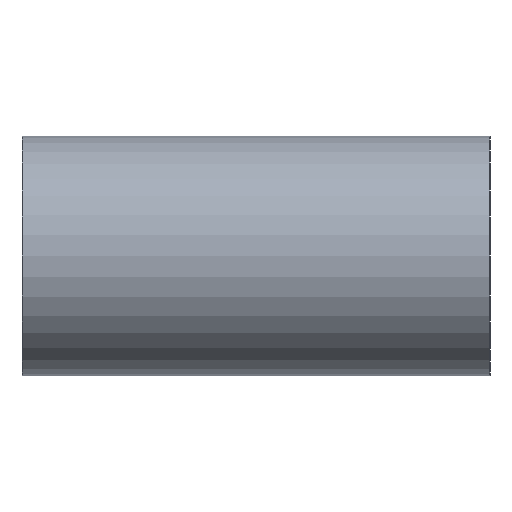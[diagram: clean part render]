
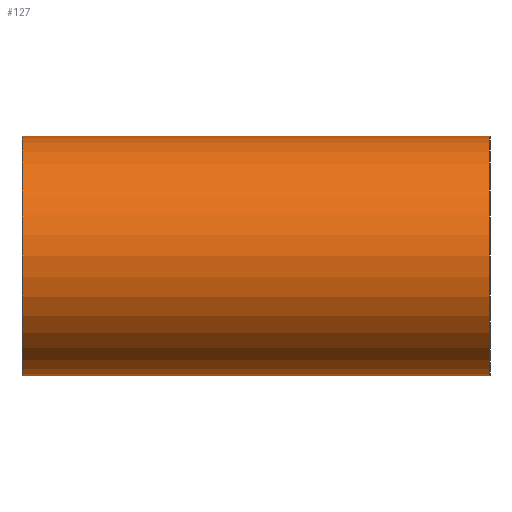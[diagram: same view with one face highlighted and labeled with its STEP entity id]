
A CAD part, left-side view. The second image highlights one B-rep face of the part: STEP entity #127.
In plain terms, the highlighted cylindrical face has radius 3.075 mm (diameter 6.15 mm), a partial arc.
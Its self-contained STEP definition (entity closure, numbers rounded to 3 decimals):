
#6 = ORIENTED_EDGE ( 'NONE', *, *, #226, .T. ) ;
#7 = CARTESIAN_POINT ( 'NONE',  ( 3.1, 0., 0.025 ) ) ;
#16 = AXIS2_PLACEMENT_3D ( 'NONE', #30, #195, #213 ) ;
#17 = FACE_OUTER_BOUND ( 'NONE', #165, .T. ) ;
#20 = DIRECTION ( 'NONE',  ( 0., 1., 0. ) ) ;
#26 = VERTEX_POINT ( 'NONE', #203 ) ;
#30 = CARTESIAN_POINT ( 'NONE',  ( 3.1, 0., 3.1 ) ) ;
#31 = DIRECTION ( 'NONE',  ( 0., 0., -1. ) ) ;
#46 = VERTEX_POINT ( 'NONE', #138 ) ;
#48 = CIRCLE ( 'NONE', #16, 3.075 ) ;
#49 = VERTEX_POINT ( 'NONE', #7 ) ;
#57 = CIRCLE ( 'NONE', #61, 3.075 ) ;
#61 = AXIS2_PLACEMENT_3D ( 'NONE', #193, #20, #94 ) ;
#62 = VECTOR ( 'NONE', #180, 1000. ) ;
#66 = DIRECTION ( 'NONE',  ( 0., -1., 0. ) ) ;
#73 = DIRECTION ( 'NONE',  ( 0., -1., 0. ) ) ;
#77 = ORIENTED_EDGE ( 'NONE', *, *, #136, .F. ) ;
#91 = EDGE_CURVE ( 'NONE', #49, #114, #48, .T. ) ;
#94 = DIRECTION ( 'NONE',  ( 0., 0., 1. ) ) ;
#101 = VECTOR ( 'NONE', #73, 1000. ) ;
#114 = VERTEX_POINT ( 'NONE', #188 ) ;
#117 = CARTESIAN_POINT ( 'NONE',  ( 3.1, 12., 6.175 ) ) ;
#118 = LINE ( 'NONE', #152, #62 ) ;
#127 = ADVANCED_FACE ( 'NONE', ( #17 ), #146, .T. ) ;
#134 = ORIENTED_EDGE ( 'NONE', *, *, #91, .T. ) ;
#136 = EDGE_CURVE ( 'NONE', #46, #26, #57, .T. ) ;
#138 = CARTESIAN_POINT ( 'NONE',  ( 3.1, 12., 0.025 ) ) ;
#146 = CYLINDRICAL_SURFACE ( 'NONE', #174, 3.075 ) ;
#152 = CARTESIAN_POINT ( 'NONE',  ( 3.1, 12., 0.025 ) ) ;
#163 = ORIENTED_EDGE ( 'NONE', *, *, #184, .F. ) ;
#164 = LINE ( 'NONE', #117, #101 ) ;
#165 = EDGE_LOOP ( 'NONE', ( #163, #77, #6, #134 ) ) ;
#174 = AXIS2_PLACEMENT_3D ( 'NONE', #179, #66, #31 ) ;
#179 = CARTESIAN_POINT ( 'NONE',  ( 3.1, 12., 3.1 ) ) ;
#180 = DIRECTION ( 'NONE',  ( 0., -1., 0. ) ) ;
#184 = EDGE_CURVE ( 'NONE', #26, #114, #164, .T. ) ;
#188 = CARTESIAN_POINT ( 'NONE',  ( 3.1, 0., 6.175 ) ) ;
#193 = CARTESIAN_POINT ( 'NONE',  ( 3.1, 12., 3.1 ) ) ;
#195 = DIRECTION ( 'NONE',  ( 0., 1., 0. ) ) ;
#203 = CARTESIAN_POINT ( 'NONE',  ( 3.1, 12., 6.175 ) ) ;
#213 = DIRECTION ( 'NONE',  ( 0., 0., 1. ) ) ;
#226 = EDGE_CURVE ( 'NONE', #46, #49, #118, .T. ) ;
